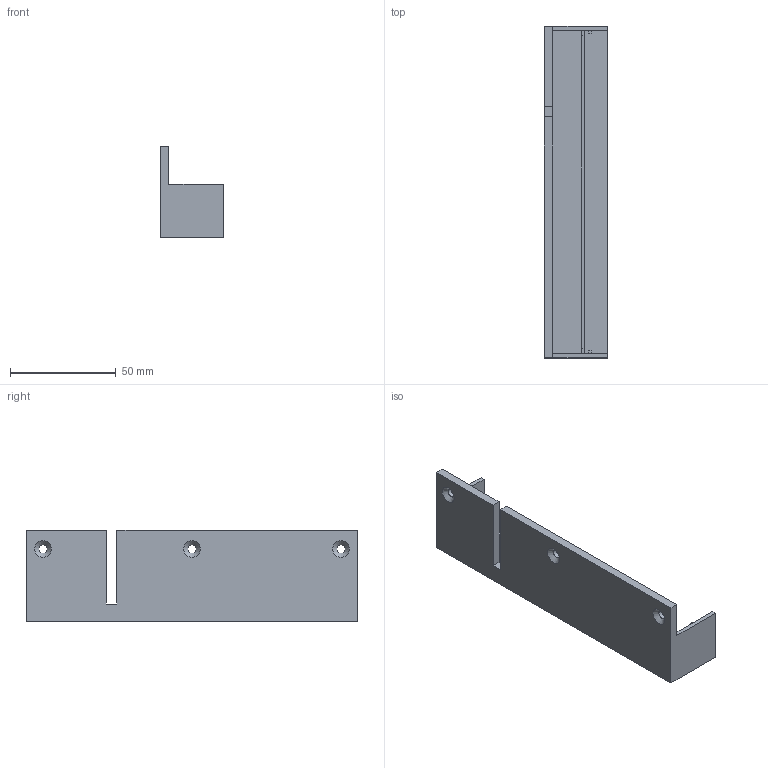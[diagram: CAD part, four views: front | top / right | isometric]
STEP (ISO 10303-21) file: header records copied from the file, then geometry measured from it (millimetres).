
FILE_DESCRIPTION(('HOOPS Exchange Step'),'2;1');
FILE_NAME('temp_export','2025-01-23T14:52:46+02:00',('cliffcheney'),('Shapr3D Limited'),'HOOPS Exchange 2024.6','Shapr3D','Authorized');
FILE_SCHEMA( ('AP242_MANAGED_MODEL_BASED_3D_ENGINEERING_MIM_LF {1 0 10303 442 1 1 4 }') );
Length unit declared in the file: millimetre
Products named in the file (1): Keyboard Body - 1x BLACK
Bounding box: 30 x 157 x 43.5 mm (x, y, z)
Volume: 37726.4 mm3; surface area: 27018.7 mm2
Topology: 1 solids, 1 shells, 38 faces, 114 edges, 78 vertices
Faces by surface type: plane 32, cylinder 3, cone 3
Full cylindrical faces by diameter (mm): 4 x3
Entity records: 1332 total; most frequent: CARTESIAN_POINT 232, ORIENTED_EDGE 228, DIRECTION 212, EDGE_CURVE 114, VECTOR 96, LINE 96, VERTEX_POINT 78, AXIS2_PLACEMENT_3D 58
